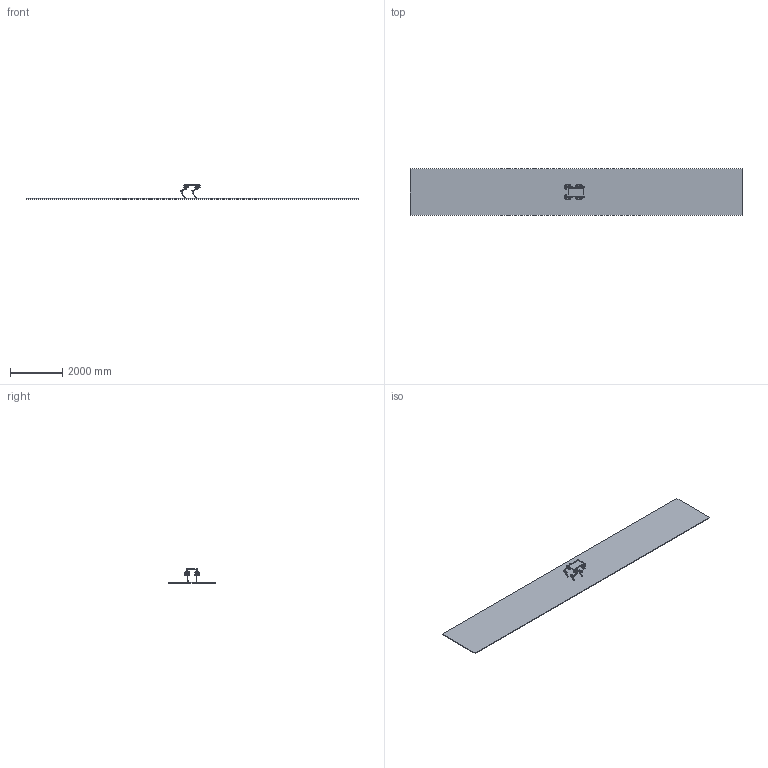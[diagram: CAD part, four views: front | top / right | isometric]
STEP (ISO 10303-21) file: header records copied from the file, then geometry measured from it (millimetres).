
FILE_DESCRIPTION(/* description */ (''),/* implementation_level */ '2;1');
FILE_NAME(/* name */ 'Spot MK 1 v19.step',/* time_stamp */ '2022-12-04T02:11:11-08:00',/* author */ (''),/* organization */ (''),/* preprocessor_version */ 'ST-DEVELOPER v19.2',/* originating_system */ 'Autodesk Translation Framework v11.17.0.187',/* authorisation */ '');
FILE_SCHEMA (('AUTOMOTIVE_DESIGN { 1 0 10303 214 3 1 1 }'));
Length unit declared in the file: inch
Products named in the file (43): Spot MK 1; Base; 24" 47065T411_T-Slotted Framing (1); Board; 3" 47065T411_T-Slotted Framing (1) (1) (1) (1); 3" 47065T411_T-Slotted Framing (1) (1) (1) (1) (1); Jeager MK1-0002(Mirror); 3" 47065T411_T-Slotted Framing (1) (1) (1) (1)(Mirror); Jeager MK1-0002 (1)(Mirror); 3" 47065T411_T-Slotted Framing (1) (1) (1) (1) (1)(Mirror); Floor; J1; Docyke Servo Motor; Docyke Servo Motor_1; J2; J3; Docyke Servo Motor_2; J1_1; Docyke Servo Motor_3; Docyke Servo Motor_4; J4; Docyke Servo Motor_5; Docyke Servo Motor_6; J5; J6; Docyke Servo Motor_7; J4_1; Docyke Servo Motor_8; Docyke Servo Motor_9; J5_1; 6" 47065T411_T-Slotted Framing (1) (1) (1) (1); J6_1; Jeager MK1-0002 (1); Docyke Servo Motor_10; 12" 47065T411_T-Slotted Framing (1) (1) (1) (1); J3_1; 12" 47065T411_T-Slotted Framing (1) (1) (1); Docyke Servo Motor_11; Servo Motor; Bracket ...
Assembly tree (91 placements, depth 4):
  Spot MK 1
    Base
      24" 47065T411_T-Slotted Framing (1)  x2
      12" 47065T411_T-Slotted Framing (1) (1) (1)  x2
      Board
      Jeager MK1-0002  x2
      3" 47065T411_T-Slotted Framing (1) (1) (1) (1)  x2
      Jeager MK1-0002 (1)  x2
      3" 47065T411_T-Slotted Framing (1) (1) (1) (1) (1)  x2
      Jeager MK1-0002(Mirror)  x2
      3" 47065T411_T-Slotted Framing (1) (1) (1) (1)(Mirror)  x2
      Jeager MK1-0002 (1)(Mirror)  x2
      3" 47065T411_T-Slotted Framing (1) (1) (1) (1) (1)(Mirror)  x2
    Floor
    J1
      Docyke Servo Motor
        Servo Motor
        Bracket
      Docyke Servo Motor_1
        Servo Motor
        Bracket
    J2
      Jeager MK1-0002  x2
      6" 47065T411_T-Slotted Framing (1) (1) (1)
    J3
      Jeager MK1-0002
      12" 47065T411_T-Slotted Framing (1) (1) (1)
      Docyke Servo Motor_2
        Servo Motor
        Bracket
    J1_1
      Docyke Servo Motor_3
        Servo Motor
        Bracket
      Docyke Servo Motor_4
        Servo Motor
        Bracket
    J4
      Docyke Servo Motor_5
        Servo Motor
        Bracket
      Docyke Servo Motor_6
        Servo Motor
        Bracket
    J5
      Jeager MK1-0002 (1)  x2
      6" 47065T411_T-Slotted Framing (1) (1) (1) (1)
    J6
      Jeager MK1-0002 (1)
      Docyke Servo Motor_7
        Servo Motor
        Bracket
      12" 47065T411_T-Slotted Framing (1) (1) (1) (1)
    J4_1
      Docyke Servo Motor_8
        Servo Motor
        Bracket
      Docyke Servo Motor_9
        Servo Motor
        Bracket
Bounding box: 12700 x 1778 x 542.29 mm (x, y, z)
Volume: 579722109 mm3; surface area: 48019686.5 mm2
Topology: 66 solids, 66 shells, 3772 faces, 10440 edges, 6844 vertices
Faces by surface type: plane 2260, cylinder 1440, cone 48, torus 24
Full cylindrical faces by diameter (mm): 4.5 x192, 5.207 x20, 6.78 x36, 8 x24, 14 x12
Entity records: 37512 total; most frequent: DIRECTION 6606, CARTESIAN_POINT 6464, ORIENTED_EDGE 6246, EDGE_CURVE 3123, AXIS2_PLACEMENT_3D 2259, LINE 2088, VECTOR 2088, VERTEX_POINT 2073
